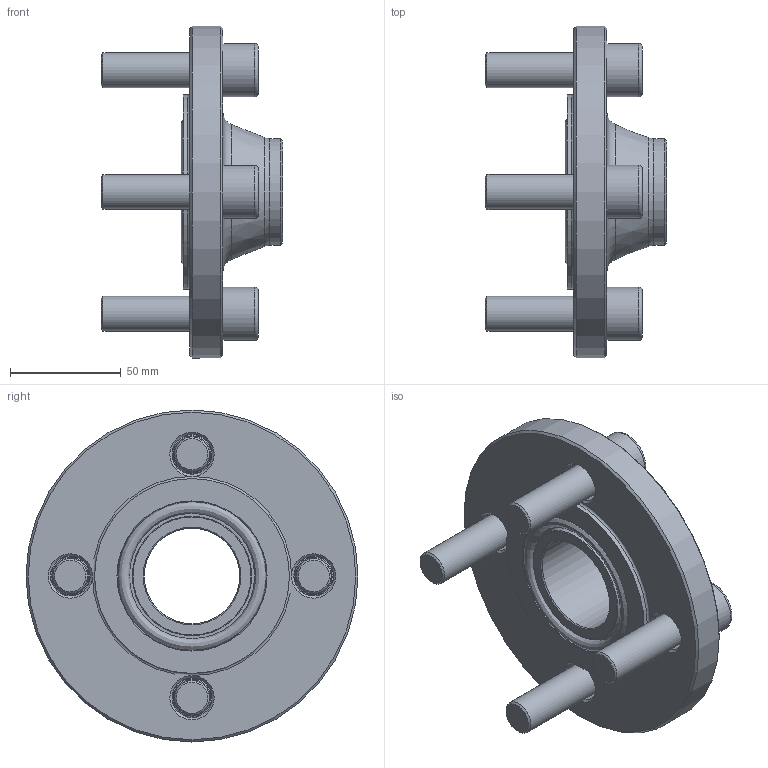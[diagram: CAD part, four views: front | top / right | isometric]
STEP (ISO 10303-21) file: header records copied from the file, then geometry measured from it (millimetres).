
FILE_DESCRIPTION(/* description */ (''),/* implementation_level */ '2;1');
FILE_NAME(/* name */ 'DFA040.stp',/* time_stamp */ '2025-01-15T13:19:04+01:00',/* author */ (''),/* organization */ (''),/* preprocessor_version */ 'ST-DEVELOPER v16',/* originating_system */ 'SIEMENS PLM Software NX 10.0',/* authorisation */ '');
FILE_SCHEMA (('AP203_CONFIGURATION_CONTROLLED_3D_DESIGN_OF_MECHANICAL_PARTS_AND_ASSEMBLIES_MIM_LF { 1 0 10303 403 2 1 2}'));
Length unit declared in the file: millimetre
Products named in the file (1): lwes19A8BEF4464c
Bounding box: 82 x 150 x 150 mm (x, y, z)
Volume: 327827.3 mm3; surface area: 75564.8 mm2
Topology: 6 solids, 6 shells, 151 faces, 308 edges, 171 vertices
Faces by surface type: plane 66, cone 49, cylinder 18, torus 17, revolution 1
Full cylindrical faces by diameter (mm): 15.682 x4, 18 x4, 24 x4, 43.1 x1, 48.3 x1, 53.89 x1, 67.18 x1, 88 x1, 150 x1
Entity records: 3522 total; most frequent: CARTESIAN_POINT 644, DIRECTION 627, ORIENTED_EDGE 442, AXIS2_PLACEMENT_3D 277, EDGE_LOOP 224, EDGE_CURVE 221, FACE_BOUND 153, ADVANCED_FACE 151
